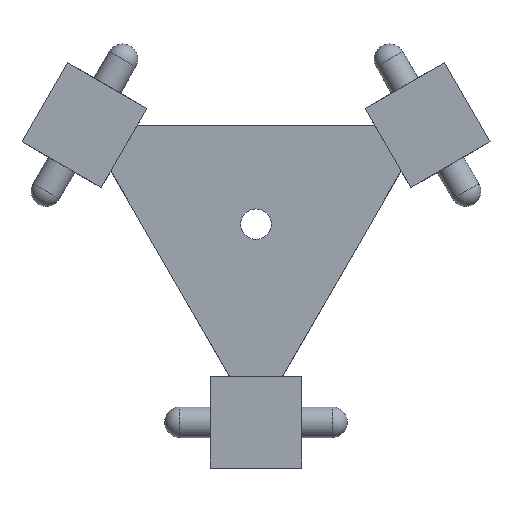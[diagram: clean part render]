
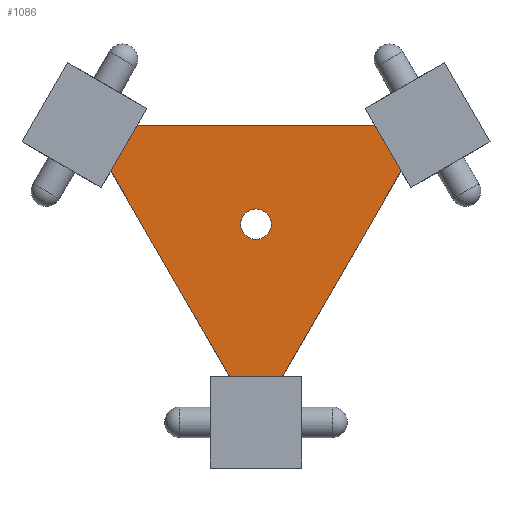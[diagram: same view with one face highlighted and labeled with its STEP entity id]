
A CAD part, front view. The second image highlights one B-rep face of the part: STEP entity #1086.
In plain terms, the highlighted planar face has unit normal (0, -1, 0).
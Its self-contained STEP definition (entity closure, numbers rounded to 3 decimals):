
#37 = EDGE_LOOP ( 'NONE', ( #931, #165, #251, #1164, #1166, #733 ) ) ;
#39 = VERTEX_POINT ( 'NONE', #653 ) ;
#42 = DIRECTION ( 'NONE',  ( 0., 0., 1. ) ) ;
#44 = CARTESIAN_POINT ( 'NONE',  ( 47.631, -10., 17.5 ) ) ;
#51 = FACE_BOUND ( 'NONE', #862, .T. ) ;
#63 = EDGE_CURVE ( 'NONE', #1116, #712, #530, .T. ) ;
#109 = DIRECTION ( 'NONE',  ( 1., 0., 0. ) ) ;
#130 = CARTESIAN_POINT ( 'NONE',  ( 15., -10., -50. ) ) ;
#137 = CARTESIAN_POINT ( 'NONE',  ( 56.292, -10., 32.5 ) ) ;
#144 = LINE ( 'NONE', #792, #1044 ) ;
#159 = EDGE_CURVE ( 'NONE', #1429, #39, #655, .T. ) ;
#165 = ORIENTED_EDGE ( 'NONE', *, *, #159, .F. ) ;
#171 = CARTESIAN_POINT ( 'NONE',  ( 35.801, -10., 37.99 ) ) ;
#197 = DIRECTION ( 'NONE',  ( 0., 1., 0. ) ) ;
#200 = EDGE_CURVE ( 'NONE', #1420, #1429, #144, .T. ) ;
#251 = ORIENTED_EDGE ( 'NONE', *, *, #200, .F. ) ;
#291 = LINE ( 'NONE', #467, #1316 ) ;
#372 = CARTESIAN_POINT ( 'NONE',  ( 0., -10., 0. ) ) ;
#389 = CARTESIAN_POINT ( 'NONE',  ( -47.631, -10., 17.5 ) ) ;
#417 = LINE ( 'NONE', #130, #1280 ) ;
#424 = EDGE_CURVE ( 'NONE', #1444, #485, #1015, .T. ) ;
#442 = CARTESIAN_POINT ( 'NONE',  ( -56.292, -10., 32.5 ) ) ;
#459 = DIRECTION ( 'NONE',  ( 0.5, 0., 0.866 ) ) ;
#467 = CARTESIAN_POINT ( 'NONE',  ( 0., -10., -65. ) ) ;
#482 = DIRECTION ( 'NONE',  ( 0., 1., 0. ) ) ;
#485 = VERTEX_POINT ( 'NONE', #1317 ) ;
#503 = DIRECTION ( 'NONE',  ( 0.5, 0., -0.866 ) ) ;
#527 = VERTEX_POINT ( 'NONE', #878 ) ;
#530 = CIRCLE ( 'NONE', #1206, 5. ) ;
#582 = DIRECTION ( 'NONE',  ( 0., 0., 1. ) ) ;
#604 = VECTOR ( 'NONE', #503, 1000. ) ;
#614 = PLANE ( 'NONE',  #1088 ) ;
#653 = CARTESIAN_POINT ( 'NONE',  ( 38.971, -10., 32.5 ) ) ;
#655 = LINE ( 'NONE', #442, #777 ) ;
#686 = CARTESIAN_POINT ( 'NONE',  ( 0., -10., 0. ) ) ;
#712 = VERTEX_POINT ( 'NONE', #868 ) ;
#733 = ORIENTED_EDGE ( 'NONE', *, *, #424, .F. ) ;
#757 = ORIENTED_EDGE ( 'NONE', *, *, #903, .T. ) ;
#777 = VECTOR ( 'NONE', #109, 1000. ) ;
#784 = CIRCLE ( 'NONE', #1047, 5. ) ;
#792 = CARTESIAN_POINT ( 'NONE',  ( -50.801, -10., 12.01 ) ) ;
#808 = DIRECTION ( 'NONE',  ( 0., 1., 0. ) ) ;
#862 = EDGE_LOOP ( 'NONE', ( #1300, #757 ) ) ;
#868 = CARTESIAN_POINT ( 'NONE',  ( 0., -10., -5. ) ) ;
#878 = CARTESIAN_POINT ( 'NONE',  ( -8.66, -10., -50. ) ) ;
#903 = EDGE_CURVE ( 'NONE', #712, #1116, #784, .T. ) ;
#914 = LINE ( 'NONE', #171, #604 ) ;
#931 = ORIENTED_EDGE ( 'NONE', *, *, #1210, .F. ) ;
#940 = EDGE_CURVE ( 'NONE', #527, #1420, #291, .T. ) ;
#979 = CARTESIAN_POINT ( 'NONE',  ( -38.971, -10., 32.5 ) ) ;
#982 = VECTOR ( 'NONE', #1283, 1000. ) ;
#1000 = DIRECTION ( 'NONE',  ( 0., 0., 1. ) ) ;
#1015 = LINE ( 'NONE', #137, #982 ) ;
#1033 = DIRECTION ( 'NONE',  ( -0.5, 0., 0.866 ) ) ;
#1044 = VECTOR ( 'NONE', #459, 1000. ) ;
#1047 = AXIS2_PLACEMENT_3D ( 'NONE', #686, #808, #582 ) ;
#1083 = EDGE_CURVE ( 'NONE', #485, #527, #417, .T. ) ;
#1086 = ADVANCED_FACE ( 'NONE', ( #51, #1237 ), #614, .F. ) ;
#1088 = AXIS2_PLACEMENT_3D ( 'NONE', #372, #482, #42 ) ;
#1116 = VERTEX_POINT ( 'NONE', #1191 ) ;
#1160 = DIRECTION ( 'NONE',  ( -1., 0., 0. ) ) ;
#1164 = ORIENTED_EDGE ( 'NONE', *, *, #940, .F. ) ;
#1166 = ORIENTED_EDGE ( 'NONE', *, *, #1083, .F. ) ;
#1191 = CARTESIAN_POINT ( 'NONE',  ( 0., -10., 5. ) ) ;
#1206 = AXIS2_PLACEMENT_3D ( 'NONE', #1211, #197, #1000 ) ;
#1210 = EDGE_CURVE ( 'NONE', #39, #1444, #914, .T. ) ;
#1211 = CARTESIAN_POINT ( 'NONE',  ( 0., -10., 0. ) ) ;
#1237 = FACE_OUTER_BOUND ( 'NONE', #37, .T. ) ;
#1280 = VECTOR ( 'NONE', #1160, 1000. ) ;
#1283 = DIRECTION ( 'NONE',  ( -0.5, 0., -0.866 ) ) ;
#1300 = ORIENTED_EDGE ( 'NONE', *, *, #63, .T. ) ;
#1316 = VECTOR ( 'NONE', #1033, 1000. ) ;
#1317 = CARTESIAN_POINT ( 'NONE',  ( 8.66, -10., -50. ) ) ;
#1420 = VERTEX_POINT ( 'NONE', #389 ) ;
#1429 = VERTEX_POINT ( 'NONE', #979 ) ;
#1444 = VERTEX_POINT ( 'NONE', #44 ) ;
